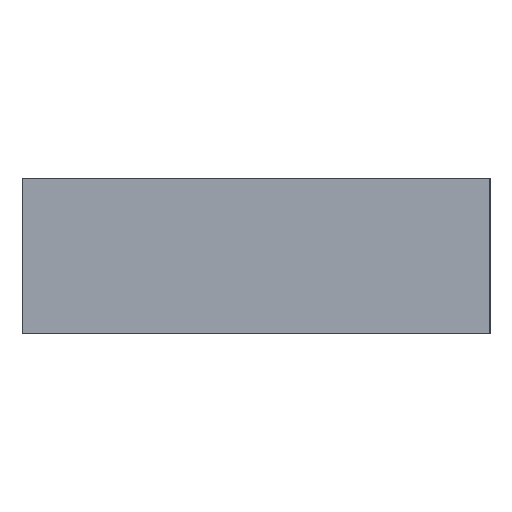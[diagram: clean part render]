
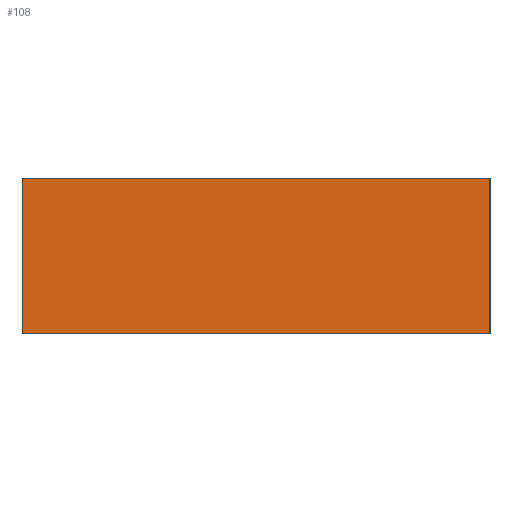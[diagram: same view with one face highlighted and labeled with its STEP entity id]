
A CAD part, left-side view. The second image highlights one B-rep face of the part: STEP entity #108.
In plain terms, the highlighted planar face has unit normal (-1, 0, 0).
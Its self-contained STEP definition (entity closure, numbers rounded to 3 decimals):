
#22=FACE_OUTER_BOUND('',#28,.T.);
#28=EDGE_LOOP('',(#87,#88,#89,#90));
#34=LINE('',#173,#46);
#39=LINE('',#184,#51);
#41=LINE('',#187,#53);
#42=LINE('',#188,#54);
#46=VECTOR('',#142,10.);
#51=VECTOR('',#151,10.);
#53=VECTOR('',#155,10.);
#54=VECTOR('',#156,10.);
#55=VERTEX_POINT('',#166);
#58=VERTEX_POINT('',#171);
#61=VERTEX_POINT('',#181);
#62=VERTEX_POINT('',#183);
#66=EDGE_CURVE('',#55,#58,#34,.T.);
#71=EDGE_CURVE('',#61,#62,#39,.T.);
#73=EDGE_CURVE('',#61,#55,#41,.T.);
#74=EDGE_CURVE('',#62,#58,#42,.T.);
#87=ORIENTED_EDGE('',*,*,#73,.T.);
#88=ORIENTED_EDGE('',*,*,#66,.T.);
#89=ORIENTED_EDGE('',*,*,#74,.F.);
#90=ORIENTED_EDGE('',*,*,#71,.F.);
#102=PLANE('',#129);
#108=ADVANCED_FACE('',(#22),#102,.T.);
#129=AXIS2_PLACEMENT_3D('',#186,#153,#154);
#142=DIRECTION('',(0.,0.,1.));
#151=DIRECTION('',(0.,0.,1.));
#153=DIRECTION('center_axis',(-1.,0.,0.));
#154=DIRECTION('ref_axis',(0.,1.,0.));
#155=DIRECTION('',(0.,-1.,0.));
#156=DIRECTION('',(0.,-1.,0.));
#166=CARTESIAN_POINT('',(-15.,-1.5,0.));
#171=CARTESIAN_POINT('',(-15.,-1.5,1.));
#173=CARTESIAN_POINT('',(-15.,-1.5,0.));
#181=CARTESIAN_POINT('',(-15.,1.5,0.));
#183=CARTESIAN_POINT('',(-15.,1.5,1.));
#184=CARTESIAN_POINT('',(-15.,1.5,0.));
#186=CARTESIAN_POINT('Origin',(-15.,1.5,0.));
#187=CARTESIAN_POINT('',(-15.,1.5,0.));
#188=CARTESIAN_POINT('',(-15.,1.5,1.));
